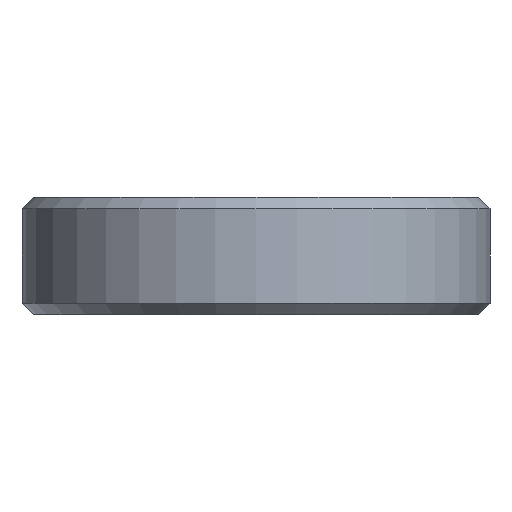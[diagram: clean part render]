
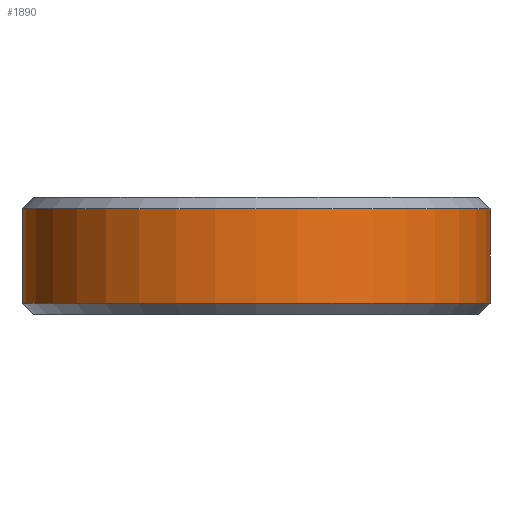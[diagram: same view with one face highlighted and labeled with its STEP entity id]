
A CAD part, left-side view. The second image highlights one B-rep face of the part: STEP entity #1890.
In plain terms, the highlighted cylindrical face has radius 6.25 mm (diameter 12.5 mm), a partial arc.
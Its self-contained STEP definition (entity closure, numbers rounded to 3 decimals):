
#144 = VERTEX_POINT('',#145);
#145 = CARTESIAN_POINT('',(0.,-6.25,0.3));
#161 = CONICAL_SURFACE('',#162,6.25,0.785);
#162 = AXIS2_PLACEMENT_3D('',#163,#164,#165);
#163 = CARTESIAN_POINT('',(0.,0.,0.3));
#164 = DIRECTION('',(0.,0.,1.));
#165 = DIRECTION('',(0.,1.,0.));
#187 = PLANE('',#188);
#188 = AXIS2_PLACEMENT_3D('',#189,#190,#191);
#189 = CARTESIAN_POINT('',(187.5,-6.25,0.));
#190 = DIRECTION('',(0.,-1.,0.));
#191 = DIRECTION('',(-1.,0.,0.));
#290 = PLANE('',#291);
#291 = AXIS2_PLACEMENT_3D('',#292,#293,#294);
#292 = CARTESIAN_POINT('',(187.5,6.25,0.));
#293 = DIRECTION('',(0.,-1.,0.));
#294 = DIRECTION('',(-1.,0.,0.));
#962 = VERTEX_POINT('',#963);
#963 = CARTESIAN_POINT('',(0.,6.25,0.3));
#1009 = EDGE_CURVE('',#962,#144,#1010,.T.);
#1010 = SURFACE_CURVE('',#1011,(#1016,#1023),.PCURVE_S1.);
#1011 = CIRCLE('',#1012,6.25);
#1012 = AXIS2_PLACEMENT_3D('',#1013,#1014,#1015);
#1013 = CARTESIAN_POINT('',(0.,0.,0.3));
#1014 = DIRECTION('',(0.,-0.,1.));
#1015 = DIRECTION('',(0.,1.,0.));
#1016 = PCURVE('',#161,#1017);
#1017 = DEFINITIONAL_REPRESENTATION('',(#1018),#1022);
#1018 = LINE('',#1019,#1020);
#1019 = CARTESIAN_POINT('',(0.,-0.));
#1020 = VECTOR('',#1021,1.);
#1021 = DIRECTION('',(1.,-0.));
#1022 = ( GEOMETRIC_REPRESENTATION_CONTEXT(2) 
PARAMETRIC_REPRESENTATION_CONTEXT() REPRESENTATION_CONTEXT('2D SPACE',''
  ) );
#1023 = PCURVE('',#1024,#1029);
#1024 = CYLINDRICAL_SURFACE('',#1025,6.25);
#1025 = AXIS2_PLACEMENT_3D('',#1026,#1027,#1028);
#1026 = CARTESIAN_POINT('',(0.,0.,0.));
#1027 = DIRECTION('',(-0.,-0.,-1.));
#1028 = DIRECTION('',(1.,0.,0.));
#1029 = DEFINITIONAL_REPRESENTATION('',(#1030),#1034);
#1030 = LINE('',#1031,#1032);
#1031 = CARTESIAN_POINT('',(-1.571,-0.3));
#1032 = VECTOR('',#1033,1.);
#1033 = DIRECTION('',(-1.,0.));
#1034 = ( GEOMETRIC_REPRESENTATION_CONTEXT(2) 
PARAMETRIC_REPRESENTATION_CONTEXT() REPRESENTATION_CONTEXT('2D SPACE',''
  ) );
#1043 = VERTEX_POINT('',#1044);
#1044 = CARTESIAN_POINT('',(0.,-6.25,2.825));
#1070 = EDGE_CURVE('',#144,#1043,#1071,.T.);
#1071 = SURFACE_CURVE('',#1072,(#1076,#1083),.PCURVE_S1.);
#1072 = LINE('',#1073,#1074);
#1073 = CARTESIAN_POINT('',(0.,-6.25,0.));
#1074 = VECTOR('',#1075,1.);
#1075 = DIRECTION('',(0.,0.,1.));
#1076 = PCURVE('',#187,#1077);
#1077 = DEFINITIONAL_REPRESENTATION('',(#1078),#1082);
#1078 = LINE('',#1079,#1080);
#1079 = CARTESIAN_POINT('',(187.5,0.));
#1080 = VECTOR('',#1081,1.);
#1081 = DIRECTION('',(0.,-1.));
#1082 = ( GEOMETRIC_REPRESENTATION_CONTEXT(2) 
PARAMETRIC_REPRESENTATION_CONTEXT() REPRESENTATION_CONTEXT('2D SPACE',''
  ) );
#1083 = PCURVE('',#1024,#1084);
#1084 = DEFINITIONAL_REPRESENTATION('',(#1085),#1089);
#1085 = LINE('',#1086,#1087);
#1086 = CARTESIAN_POINT('',(-4.712,0.));
#1087 = VECTOR('',#1088,1.);
#1088 = DIRECTION('',(-0.,-1.));
#1089 = ( GEOMETRIC_REPRESENTATION_CONTEXT(2) 
PARAMETRIC_REPRESENTATION_CONTEXT() REPRESENTATION_CONTEXT('2D SPACE',''
  ) );
#1179 = VERTEX_POINT('',#1180);
#1180 = CARTESIAN_POINT('',(0.,6.25,2.825));
#1201 = EDGE_CURVE('',#962,#1179,#1202,.T.);
#1202 = SURFACE_CURVE('',#1203,(#1207,#1214),.PCURVE_S1.);
#1203 = LINE('',#1204,#1205);
#1204 = CARTESIAN_POINT('',(0.,6.25,0.));
#1205 = VECTOR('',#1206,1.);
#1206 = DIRECTION('',(0.,0.,1.));
#1207 = PCURVE('',#290,#1208);
#1208 = DEFINITIONAL_REPRESENTATION('',(#1209),#1213);
#1209 = LINE('',#1210,#1211);
#1210 = CARTESIAN_POINT('',(187.5,0.));
#1211 = VECTOR('',#1212,1.);
#1212 = DIRECTION('',(0.,-1.));
#1213 = ( GEOMETRIC_REPRESENTATION_CONTEXT(2) 
PARAMETRIC_REPRESENTATION_CONTEXT() REPRESENTATION_CONTEXT('2D SPACE',''
  ) );
#1214 = PCURVE('',#1024,#1215);
#1215 = DEFINITIONAL_REPRESENTATION('',(#1216),#1220);
#1216 = LINE('',#1217,#1218);
#1217 = CARTESIAN_POINT('',(-1.571,0.));
#1218 = VECTOR('',#1219,1.);
#1219 = DIRECTION('',(-0.,-1.));
#1220 = ( GEOMETRIC_REPRESENTATION_CONTEXT(2) 
PARAMETRIC_REPRESENTATION_CONTEXT() REPRESENTATION_CONTEXT('2D SPACE',''
  ) );
#1890 = ADVANCED_FACE('',(#1891),#1024,.T.);
#1891 = FACE_BOUND('',#1892,.F.);
#1892 = EDGE_LOOP('',(#1893,#1894,#1921,#1922));
#1893 = ORIENTED_EDGE('',*,*,#1201,.T.);
#1894 = ORIENTED_EDGE('',*,*,#1895,.T.);
#1895 = EDGE_CURVE('',#1179,#1043,#1896,.T.);
#1896 = SURFACE_CURVE('',#1897,(#1902,#1909),.PCURVE_S1.);
#1897 = CIRCLE('',#1898,6.25);
#1898 = AXIS2_PLACEMENT_3D('',#1899,#1900,#1901);
#1899 = CARTESIAN_POINT('',(0.,0.,2.825));
#1900 = DIRECTION('',(0.,-0.,1.));
#1901 = DIRECTION('',(0.,1.,0.));
#1902 = PCURVE('',#1024,#1903);
#1903 = DEFINITIONAL_REPRESENTATION('',(#1904),#1908);
#1904 = LINE('',#1905,#1906);
#1905 = CARTESIAN_POINT('',(-1.571,-2.825));
#1906 = VECTOR('',#1907,1.);
#1907 = DIRECTION('',(-1.,0.));
#1908 = ( GEOMETRIC_REPRESENTATION_CONTEXT(2) 
PARAMETRIC_REPRESENTATION_CONTEXT() REPRESENTATION_CONTEXT('2D SPACE',''
  ) );
#1909 = PCURVE('',#1910,#1915);
#1910 = CONICAL_SURFACE('',#1911,6.25,0.785);
#1911 = AXIS2_PLACEMENT_3D('',#1912,#1913,#1914);
#1912 = CARTESIAN_POINT('',(0.,0.,2.825));
#1913 = DIRECTION('',(-0.,-0.,-1.));
#1914 = DIRECTION('',(0.,1.,0.));
#1915 = DEFINITIONAL_REPRESENTATION('',(#1916),#1920);
#1916 = LINE('',#1917,#1918);
#1917 = CARTESIAN_POINT('',(-0.,-0.));
#1918 = VECTOR('',#1919,1.);
#1919 = DIRECTION('',(-1.,-0.));
#1920 = ( GEOMETRIC_REPRESENTATION_CONTEXT(2) 
PARAMETRIC_REPRESENTATION_CONTEXT() REPRESENTATION_CONTEXT('2D SPACE',''
  ) );
#1921 = ORIENTED_EDGE('',*,*,#1070,.F.);
#1922 = ORIENTED_EDGE('',*,*,#1009,.F.);
